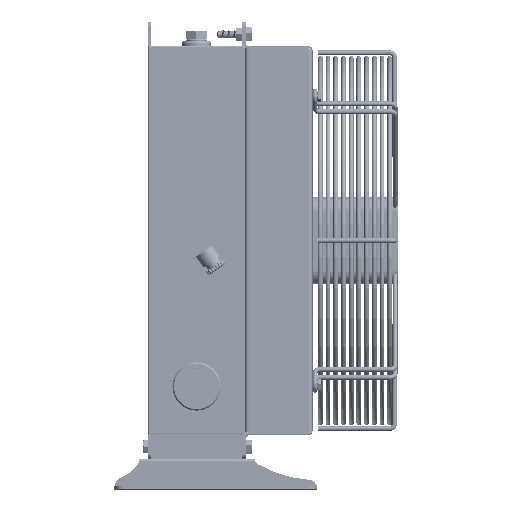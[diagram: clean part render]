
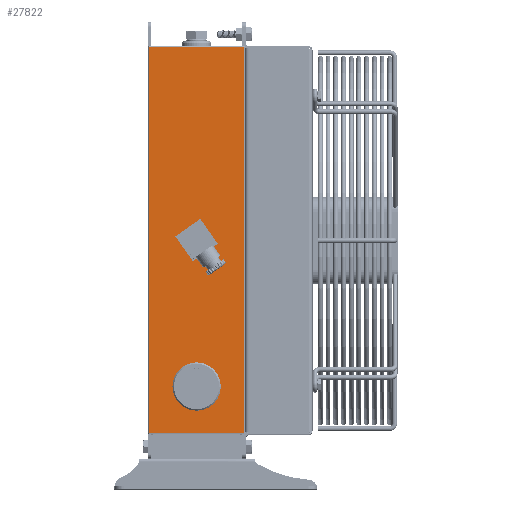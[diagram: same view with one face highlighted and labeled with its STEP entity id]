
A CAD part, top view. The second image highlights one B-rep face of the part: STEP entity #27822.
In plain terms, the highlighted face is planar.
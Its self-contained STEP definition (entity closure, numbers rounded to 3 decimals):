
#27050 = ORIENTED_EDGE ( 'NONE', *, *, #27765, .F. ) ;
#27051 = ORIENTED_EDGE ( 'NONE', *, *, #27764, .F. ) ;
#27052 = ORIENTED_EDGE ( 'NONE', *, *, #27767, .T. ) ;
#27053 = ORIENTED_EDGE ( 'NONE', *, *, #27729, .F. ) ;
#27054 = ORIENTED_EDGE ( 'NONE', *, *, #27737, .F. ) ;
#27055 = ORIENTED_EDGE ( 'NONE', *, *, #27768, .T. ) ;
#27056 = ORIENTED_EDGE ( 'NONE', *, *, #27766, .T. ) ;
#27057 = ORIENTED_EDGE ( 'NONE', *, *, #27769, .T. ) ;
#27729 = EDGE_CURVE ( 'NONE', #34120, #34094, #43865, .T. ) ;
#27737 = EDGE_CURVE ( 'NONE', #34284, #34220, #43869, .T. ) ;
#27764 = EDGE_CURVE ( 'NONE', #34094, #34120, #43875, .T. ) ;
#27765 = EDGE_CURVE ( 'NONE', #34220, #34284, #43876, .T. ) ;
#27766 = EDGE_CURVE ( 'NONE', #35816, #35982, #60946, .T. ) ;
#27767 = EDGE_CURVE ( 'NONE', #34413, #35816, #60949, .T. ) ;
#27768 = EDGE_CURVE ( 'NONE', #35982, #36218, #60952, .T. ) ;
#27769 = EDGE_CURVE ( 'NONE', #36218, #34413, #60955, .T. ) ;
#27822 = ADVANCED_FACE ( 'NONE', ( #60200, #60203, #60206 ), #61138, .F. ) ;
#29138 = CARTESIAN_POINT ( 'NONE',  ( 201., 60., -38.5 ) ) ;
#29190 = CARTESIAN_POINT ( 'NONE',  ( 201., 60., -61.5 ) ) ;
#29390 = CARTESIAN_POINT ( 'NONE',  ( 49.5, 60., -27.5 ) ) ;
#29518 = CARTESIAN_POINT ( 'NONE',  ( 49.5, 60., -72.5 ) ) ;
#29776 = CARTESIAN_POINT ( 'NONE',  ( 401., 60., -1. ) ) ;
#31774 = EDGE_LOOP ( 'NONE', ( #27050, #27054 ) ) ;
#31816 = EDGE_LOOP ( 'NONE', ( #27051, #27053 ) ) ;
#31821 = EDGE_LOOP ( 'NONE', ( #27052, #27056, #27055, #27057 ) ) ;
#34094 = VERTEX_POINT ( 'NONE', #29138 ) ;
#34120 = VERTEX_POINT ( 'NONE', #29190 ) ;
#34220 = VERTEX_POINT ( 'NONE', #29390 ) ;
#34284 = VERTEX_POINT ( 'NONE', #29518 ) ;
#34413 = VERTEX_POINT ( 'NONE', #29776 ) ;
#34784 = CARTESIAN_POINT ( 'NONE',  ( 401., 60., -99. ) ) ;
#34915 = CARTESIAN_POINT ( 'NONE',  ( 1., 60., -99. ) ) ;
#35151 = CARTESIAN_POINT ( 'NONE',  ( 1., 60., -1. ) ) ;
#35816 = VERTEX_POINT ( 'NONE', #34784 ) ;
#35982 = VERTEX_POINT ( 'NONE', #34915 ) ;
#36218 = VERTEX_POINT ( 'NONE', #35151 ) ;
#43865 = CIRCLE ( 'NONE', #60049, 11.5 ) ;
#43869 = CIRCLE ( 'NONE', #60052, 22.5 ) ;
#43875 = CIRCLE ( 'NONE', #60056, 11.5 ) ;
#43876 = CIRCLE ( 'NONE', #60068, 22.5 ) ;
#60049 = AXIS2_PLACEMENT_3D ( 'NONE', #60824, #60825, #60826 ) ;
#60052 = AXIS2_PLACEMENT_3D ( 'NONE', #60857, #60858, #60859 ) ;
#60056 = AXIS2_PLACEMENT_3D ( 'NONE', #60921, #60940, #60941 ) ;
#60068 = AXIS2_PLACEMENT_3D ( 'NONE', #60942, #60943, #60944 ) ;
#60090 = VECTOR ( 'NONE', #60948, 1000. ) ;
#60091 = VECTOR ( 'NONE', #60951, 1000. ) ;
#60092 = VECTOR ( 'NONE', #60954, 1000. ) ;
#60094 = VECTOR ( 'NONE', #60957, 1000. ) ;
#60200 = FACE_BOUND ( 'NONE', #31816, .T. ) ;
#60203 = FACE_BOUND ( 'NONE', #31774, .T. ) ;
#60206 = FACE_OUTER_BOUND ( 'NONE', #31821, .T. ) ;
#60208 = AXIS2_PLACEMENT_3D ( 'NONE', #61139, #61140, #61141 ) ;
#60824 = CARTESIAN_POINT ( 'NONE',  ( 201., 60., -50. ) ) ;
#60825 = DIRECTION ( 'NONE',  ( 0., 1., 0. ) ) ;
#60826 = DIRECTION ( 'NONE',  ( 0., 0., 1. ) ) ;
#60857 = CARTESIAN_POINT ( 'NONE',  ( 49.5, 60., -50. ) ) ;
#60858 = DIRECTION ( 'NONE',  ( 0., 1., 0. ) ) ;
#60859 = DIRECTION ( 'NONE',  ( 0., 0., 1. ) ) ;
#60921 = CARTESIAN_POINT ( 'NONE',  ( 201., 60., -50. ) ) ;
#60940 = DIRECTION ( 'NONE',  ( 0., 1., 0. ) ) ;
#60941 = DIRECTION ( 'NONE',  ( 0., 0., 1. ) ) ;
#60942 = CARTESIAN_POINT ( 'NONE',  ( 49.5, 60., -50. ) ) ;
#60943 = DIRECTION ( 'NONE',  ( 0., 1., 0. ) ) ;
#60944 = DIRECTION ( 'NONE',  ( 0., 0., 1. ) ) ;
#60946 = LINE ( 'NONE', #60947, #60090 ) ;
#60947 = CARTESIAN_POINT ( 'NONE',  ( 0., 60., -99. ) ) ;
#60948 = DIRECTION ( 'NONE',  ( -1., 0., 0. ) ) ;
#60949 = LINE ( 'NONE', #60950, #60091 ) ;
#60950 = CARTESIAN_POINT ( 'NONE',  ( 401., 60., 0. ) ) ;
#60951 = DIRECTION ( 'NONE',  ( 0., 0., -1. ) ) ;
#60952 = LINE ( 'NONE', #60953, #60092 ) ;
#60953 = CARTESIAN_POINT ( 'NONE',  ( 1., 60., 0. ) ) ;
#60954 = DIRECTION ( 'NONE',  ( 0., 0., 1. ) ) ;
#60955 = LINE ( 'NONE', #60956, #60094 ) ;
#60956 = CARTESIAN_POINT ( 'NONE',  ( 0., 60., -1. ) ) ;
#60957 = DIRECTION ( 'NONE',  ( 1., 0., 0. ) ) ;
#61138 = PLANE ( 'NONE',  #60208 ) ;
#61139 = CARTESIAN_POINT ( 'NONE',  ( 0., 60., 0. ) ) ;
#61140 = DIRECTION ( 'NONE',  ( 0., -1., 0. ) ) ;
#61141 = DIRECTION ( 'NONE',  ( 0., 0., -1. ) ) ;
